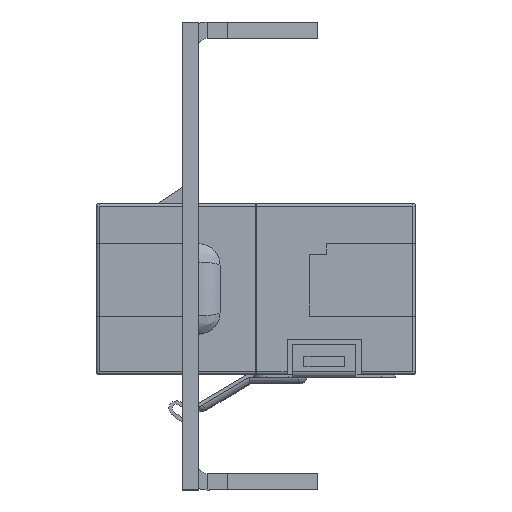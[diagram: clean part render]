
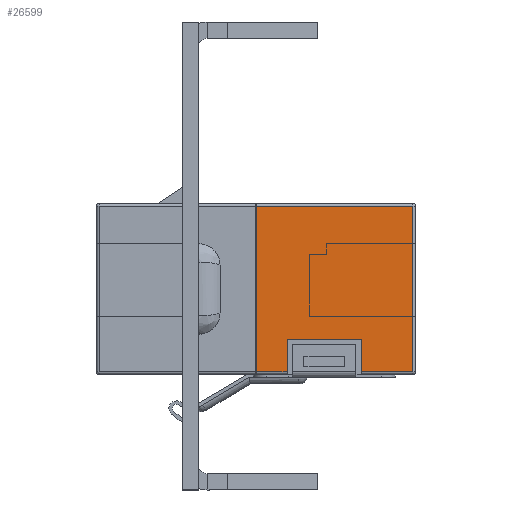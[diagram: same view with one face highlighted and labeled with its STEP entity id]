
A CAD part, left-side view. The second image highlights one B-rep face of the part: STEP entity #26599.
In plain terms, the highlighted face is planar.
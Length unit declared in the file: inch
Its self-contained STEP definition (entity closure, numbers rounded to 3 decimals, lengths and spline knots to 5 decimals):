
#25 = ORIENTED_EDGE ( 'NONE', *, *, #35602, .T. ) ;
#66 = DIRECTION ( 'NONE',  ( 0., 1., 0. ) ) ;
#1069 = ORIENTED_EDGE ( 'NONE', *, *, #5702, .F. ) ;
#1317 = CARTESIAN_POINT ( 'NONE',  ( 0.2874, -0.38924, 0.31693 ) ) ;
#1324 = DIRECTION ( 'NONE',  ( 0., 0., 1. ) ) ;
#1408 = EDGE_CURVE ( 'NONE', #12863, #10125, #23923, .T. ) ;
#1565 = EDGE_CURVE ( 'NONE', #10018, #19842, #11106, .T. ) ;
#1818 = EDGE_LOOP ( 'NONE', ( #26340, #7479, #1069, #23108, #29739, #24062, #36214, #25 ) ) ;
#2176 = DIRECTION ( 'NONE',  ( -1., 0., 0. ) ) ;
#2596 = CARTESIAN_POINT ( 'NONE',  ( 0.2874, -0.38924, 0.18701 ) ) ;
#2992 = VECTOR ( 'NONE', #27467, 39.37008 ) ;
#5417 = CARTESIAN_POINT ( 'NONE',  ( 0.2874, -0.57874, -0.31693 ) ) ;
#5702 = EDGE_CURVE ( 'NONE', #10125, #17300, #21717, .T. ) ;
#6843 = EDGE_CURVE ( 'NONE', #10896, #25057, #22599, .T. ) ;
#7479 = ORIENTED_EDGE ( 'NONE', *, *, #25179, .T. ) ;
#9658 = CARTESIAN_POINT ( 'NONE',  ( 0.2874, -0.57874, 0.30512 ) ) ;
#9716 = LINE ( 'NONE', #24367, #31910 ) ;
#10018 = VERTEX_POINT ( 'NONE', #24443 ) ;
#10125 = VERTEX_POINT ( 'NONE', #15851 ) ;
#10354 = DIRECTION ( 'NONE',  ( 0., 0., -1. ) ) ;
#10363 = CARTESIAN_POINT ( 'NONE',  ( 0.2874, -0.11487, 0.31693 ) ) ;
#10376 = VERTEX_POINT ( 'NONE', #35345 ) ;
#10896 = VERTEX_POINT ( 'NONE', #9658 ) ;
#11106 = LINE ( 'NONE', #12540, #2992 ) ;
#12317 = LINE ( 'NONE', #15044, #35341 ) ;
#12540 = CARTESIAN_POINT ( 'NONE',  ( 0.2874, -0.00197, 0.31693 ) ) ;
#12729 = DIRECTION ( 'NONE',  ( 0., 1., 0. ) ) ;
#12863 = VERTEX_POINT ( 'NONE', #32786 ) ;
#13670 = VECTOR ( 'NONE', #1324, 39.37008 ) ;
#14524 = VECTOR ( 'NONE', #14577, 39.37008 ) ;
#14577 = DIRECTION ( 'NONE',  ( 0., 0., -1. ) ) ;
#15044 = CARTESIAN_POINT ( 'NONE',  ( 0.2874, 0.59055, 0.30512 ) ) ;
#15147 = AXIS2_PLACEMENT_3D ( 'NONE', #38286, #2176, #23427 ) ;
#15851 = CARTESIAN_POINT ( 'NONE',  ( 0.2874, -0.11487, 0.18701 ) ) ;
#15891 = VECTOR ( 'NONE', #12729, 39.37008 ) ;
#17300 = VERTEX_POINT ( 'NONE', #26151 ) ;
#17341 = PLANE ( 'NONE',  #15147 ) ;
#19795 = FACE_OUTER_BOUND ( 'NONE', #1818, .T. ) ;
#19842 = VERTEX_POINT ( 'NONE', #28371 ) ;
#20194 = CARTESIAN_POINT ( 'NONE',  ( 0.2874, 0.59055, 0.30512 ) ) ;
#21717 = LINE ( 'NONE', #10363, #13670 ) ;
#22599 = LINE ( 'NONE', #5417, #14524 ) ;
#23108 = ORIENTED_EDGE ( 'NONE', *, *, #1408, .F. ) ;
#23427 = DIRECTION ( 'NONE',  ( 0., 0., 1. ) ) ;
#23465 = VECTOR ( 'NONE', #10354, 39.37008 ) ;
#23923 = LINE ( 'NONE', #2596, #15891 ) ;
#24062 = ORIENTED_EDGE ( 'NONE', *, *, #33130, .T. ) ;
#24367 = CARTESIAN_POINT ( 'NONE',  ( 0.2874, 0.59055, -0.30512 ) ) ;
#24429 = LINE ( 'NONE', #1317, #23465 ) ;
#24443 = CARTESIAN_POINT ( 'NONE',  ( 0.2874, -0.00197, 0.30512 ) ) ;
#25057 = VERTEX_POINT ( 'NONE', #26275 ) ;
#25179 = EDGE_CURVE ( 'NONE', #10018, #17300, #12317, .T. ) ;
#26151 = CARTESIAN_POINT ( 'NONE',  ( 0.2874, -0.11487, 0.30512 ) ) ;
#26275 = CARTESIAN_POINT ( 'NONE',  ( 0.2874, -0.57874, -0.30512 ) ) ;
#26340 = ORIENTED_EDGE ( 'NONE', *, *, #1565, .F. ) ;
#26599 = ADVANCED_FACE ( 'NONE', ( #19795 ), #17341, .F. ) ;
#27467 = DIRECTION ( 'NONE',  ( 0., 0., -1. ) ) ;
#28371 = CARTESIAN_POINT ( 'NONE',  ( 0.2874, -0.00197, -0.30512 ) ) ;
#29685 = VECTOR ( 'NONE', #35364, 39.37008 ) ;
#29739 = ORIENTED_EDGE ( 'NONE', *, *, #35254, .F. ) ;
#31910 = VECTOR ( 'NONE', #66, 39.37008 ) ;
#32786 = CARTESIAN_POINT ( 'NONE',  ( 0.2874, -0.38924, 0.18701 ) ) ;
#33063 = DIRECTION ( 'NONE',  ( 0., -1., 0. ) ) ;
#33130 = EDGE_CURVE ( 'NONE', #10376, #10896, #38504, .T. ) ;
#35254 = EDGE_CURVE ( 'NONE', #10376, #12863, #24429, .T. ) ;
#35341 = VECTOR ( 'NONE', #33063, 39.37008 ) ;
#35345 = CARTESIAN_POINT ( 'NONE',  ( 0.2874, -0.38924, 0.30512 ) ) ;
#35364 = DIRECTION ( 'NONE',  ( 0., -1., 0. ) ) ;
#35602 = EDGE_CURVE ( 'NONE', #25057, #19842, #9716, .T. ) ;
#36214 = ORIENTED_EDGE ( 'NONE', *, *, #6843, .T. ) ;
#38286 = CARTESIAN_POINT ( 'NONE',  ( 0.2874, 0.59055, -0.31693 ) ) ;
#38504 = LINE ( 'NONE', #20194, #29685 ) ;
